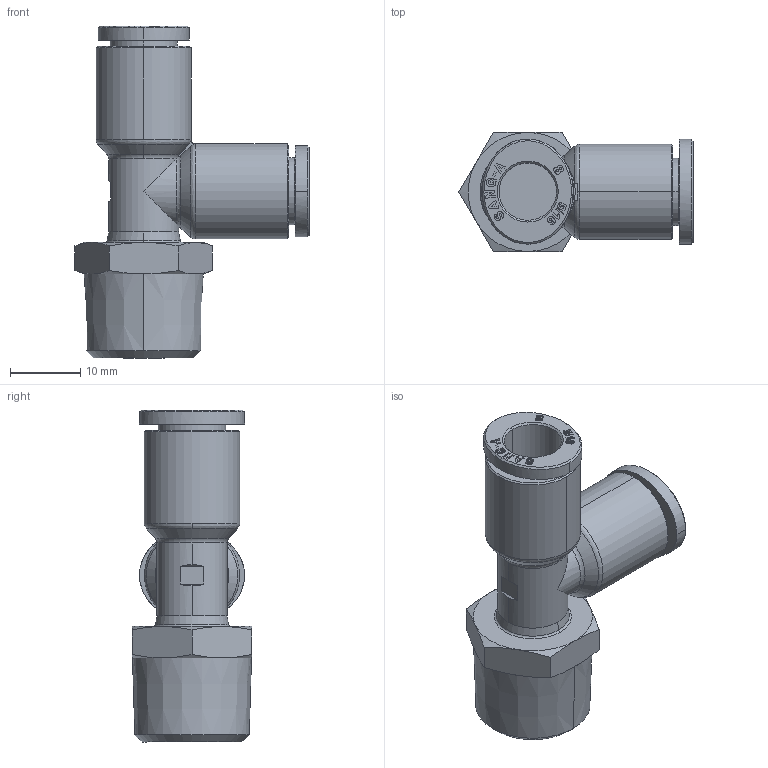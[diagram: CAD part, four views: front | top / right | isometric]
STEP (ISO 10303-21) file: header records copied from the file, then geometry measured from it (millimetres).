
FILE_DESCRIPTION (( 'STEP AP214' ), '1' );
FILE_NAME ('PST08-03.stp', '2015-10-15T09:32:38', ( '' ), ( '' ), 'SwSTEP 2.0', 'SolidWorks 2015', '' );
FILE_SCHEMA (( 'AUTOMOTIVE_DESIGN' ));
Length unit declared in the file: millimetre
Products named in the file (2): PST08-03; ｦ+ﾃｦ1
Assembly tree (1 placements, depth 2):
  PST08-03
    ｦ+ﾃｦ1
Bounding box: 33.41 x 17 x 47.4 mm (x, y, z)
Volume: 7017 mm3; surface area: 5027.3 mm2
Topology: 1 solids, 1 shells, 830 faces, 2334 edges, 1544 vertices
Faces by surface type: plane 688, bspline 64, cone 37, cylinder 34, torus 7
Entity records: 28909 total; most frequent: CARTESIAN_POINT 7310, ORIENTED_EDGE 4664, DIRECTION 3802, EDGE_CURVE 2332, LINE 2002, VECTOR 2002, VERTEX_POINT 1544, AXIS2_PLACEMENT_3D 900
